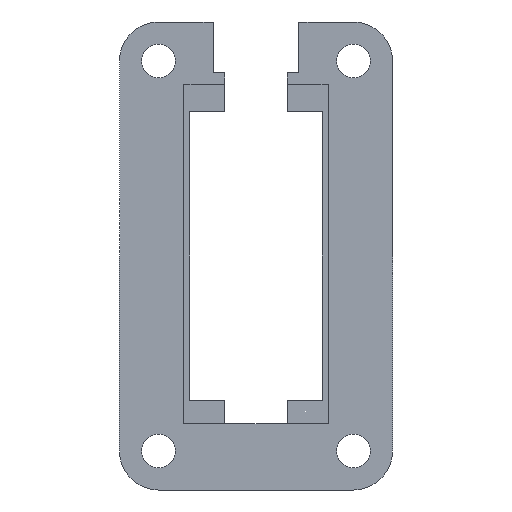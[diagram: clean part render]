
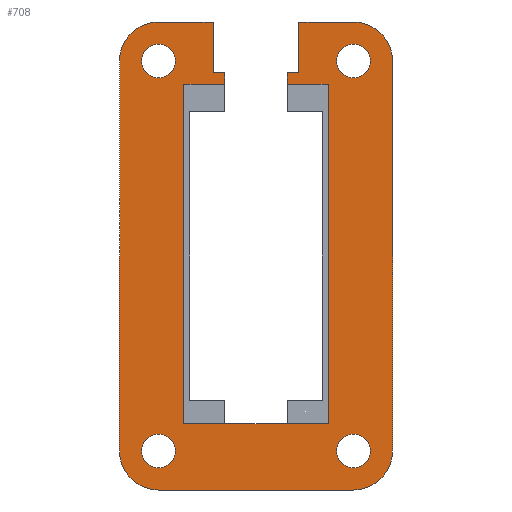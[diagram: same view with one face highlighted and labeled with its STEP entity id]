
A CAD part, front view. The second image highlights one B-rep face of the part: STEP entity #708.
In plain terms, the highlighted planar face has unit normal (0, -1, 0).
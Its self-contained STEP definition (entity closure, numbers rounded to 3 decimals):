
#23=FACE_BOUND('',#91,.T.);
#24=FACE_BOUND('',#92,.T.);
#25=FACE_BOUND('',#93,.T.);
#26=FACE_BOUND('',#94,.T.);
#31=CIRCLE('',#747,5.);
#32=CIRCLE('',#748,5.);
#33=CIRCLE('',#749,5.);
#34=CIRCLE('',#750,5.);
#35=CIRCLE('',#751,2.15);
#36=CIRCLE('',#752,2.15);
#37=CIRCLE('',#753,2.15);
#38=CIRCLE('',#754,2.15);
#54=FACE_OUTER_BOUND('',#90,.T.);
#90=EDGE_LOOP('',(#505,#506,#507,#508,#509,#510,#511,#512,#513,#514,#515,
#516,#517,#518,#519,#520,#521,#522,#523,#524));
#91=EDGE_LOOP('',(#525));
#92=EDGE_LOOP('',(#526));
#93=EDGE_LOOP('',(#527));
#94=EDGE_LOOP('',(#528));
#127=LINE('',#987,#213);
#131=LINE('',#995,#217);
#140=LINE('',#1014,#226);
#144=LINE('',#1022,#230);
#156=LINE('',#1045,#242);
#157=LINE('',#1047,#243);
#158=LINE('',#1049,#244);
#159=LINE('',#1051,#245);
#160=LINE('',#1053,#246);
#161=LINE('',#1057,#247);
#162=LINE('',#1061,#248);
#163=LINE('',#1065,#249);
#164=LINE('',#1069,#250);
#165=LINE('',#1071,#251);
#166=LINE('',#1073,#252);
#167=LINE('',#1074,#253);
#213=VECTOR('',#795,10.);
#217=VECTOR('',#801,10.);
#226=VECTOR('',#814,10.);
#230=VECTOR('',#820,10.);
#242=VECTOR('',#838,10.);
#243=VECTOR('',#839,10.);
#244=VECTOR('',#840,10.);
#245=VECTOR('',#841,10.);
#246=VECTOR('',#842,10.);
#247=VECTOR('',#845,10.);
#248=VECTOR('',#848,10.);
#249=VECTOR('',#851,10.);
#250=VECTOR('',#854,10.);
#251=VECTOR('',#855,10.);
#252=VECTOR('',#856,10.);
#253=VECTOR('',#857,10.);
#299=VERTEX_POINT('',#985);
#300=VERTEX_POINT('',#986);
#303=VERTEX_POINT('',#994);
#310=VERTEX_POINT('',#1012);
#311=VERTEX_POINT('',#1013);
#314=VERTEX_POINT('',#1021);
#323=VERTEX_POINT('',#1046);
#324=VERTEX_POINT('',#1048);
#325=VERTEX_POINT('',#1050);
#326=VERTEX_POINT('',#1052);
#327=VERTEX_POINT('',#1054);
#328=VERTEX_POINT('',#1056);
#329=VERTEX_POINT('',#1058);
#330=VERTEX_POINT('',#1060);
#331=VERTEX_POINT('',#1062);
#332=VERTEX_POINT('',#1064);
#333=VERTEX_POINT('',#1066);
#334=VERTEX_POINT('',#1068);
#335=VERTEX_POINT('',#1070);
#336=VERTEX_POINT('',#1072);
#337=VERTEX_POINT('',#1075);
#338=VERTEX_POINT('',#1077);
#339=VERTEX_POINT('',#1079);
#340=VERTEX_POINT('',#1081);
#367=EDGE_CURVE('',#299,#300,#127,.T.);
#371=EDGE_CURVE('',#303,#299,#131,.T.);
#380=EDGE_CURVE('',#310,#311,#140,.T.);
#384=EDGE_CURVE('',#314,#310,#144,.T.);
#396=EDGE_CURVE('',#300,#314,#156,.T.);
#397=EDGE_CURVE('',#311,#323,#157,.T.);
#398=EDGE_CURVE('',#324,#323,#158,.T.);
#399=EDGE_CURVE('',#325,#324,#159,.T.);
#400=EDGE_CURVE('',#326,#325,#160,.T.);
#401=EDGE_CURVE('',#327,#326,#31,.T.);
#402=EDGE_CURVE('',#328,#327,#161,.T.);
#403=EDGE_CURVE('',#329,#328,#32,.T.);
#404=EDGE_CURVE('',#330,#329,#162,.T.);
#405=EDGE_CURVE('',#331,#330,#33,.T.);
#406=EDGE_CURVE('',#332,#331,#163,.T.);
#407=EDGE_CURVE('',#333,#332,#34,.T.);
#408=EDGE_CURVE('',#334,#333,#164,.T.);
#409=EDGE_CURVE('',#335,#334,#165,.T.);
#410=EDGE_CURVE('',#336,#335,#166,.T.);
#411=EDGE_CURVE('',#336,#303,#167,.T.);
#412=EDGE_CURVE('',#337,#337,#35,.T.);
#413=EDGE_CURVE('',#338,#338,#36,.T.);
#414=EDGE_CURVE('',#339,#339,#37,.T.);
#415=EDGE_CURVE('',#340,#340,#38,.T.);
#505=ORIENTED_EDGE('',*,*,#371,.T.);
#506=ORIENTED_EDGE('',*,*,#367,.T.);
#507=ORIENTED_EDGE('',*,*,#396,.T.);
#508=ORIENTED_EDGE('',*,*,#384,.T.);
#509=ORIENTED_EDGE('',*,*,#380,.T.);
#510=ORIENTED_EDGE('',*,*,#397,.T.);
#511=ORIENTED_EDGE('',*,*,#398,.F.);
#512=ORIENTED_EDGE('',*,*,#399,.F.);
#513=ORIENTED_EDGE('',*,*,#400,.F.);
#514=ORIENTED_EDGE('',*,*,#401,.F.);
#515=ORIENTED_EDGE('',*,*,#402,.F.);
#516=ORIENTED_EDGE('',*,*,#403,.F.);
#517=ORIENTED_EDGE('',*,*,#404,.F.);
#518=ORIENTED_EDGE('',*,*,#405,.F.);
#519=ORIENTED_EDGE('',*,*,#406,.F.);
#520=ORIENTED_EDGE('',*,*,#407,.F.);
#521=ORIENTED_EDGE('',*,*,#408,.F.);
#522=ORIENTED_EDGE('',*,*,#409,.F.);
#523=ORIENTED_EDGE('',*,*,#410,.F.);
#524=ORIENTED_EDGE('',*,*,#411,.T.);
#525=ORIENTED_EDGE('',*,*,#412,.F.);
#526=ORIENTED_EDGE('',*,*,#413,.F.);
#527=ORIENTED_EDGE('',*,*,#414,.F.);
#528=ORIENTED_EDGE('',*,*,#415,.F.);
#680=PLANE('',#746);
#708=ADVANCED_FACE('',(#54,#23,#24,#25,#26),#680,.F.);
#746=AXIS2_PLACEMENT_3D('',#1044,#836,#837);
#747=AXIS2_PLACEMENT_3D('',#1055,#843,#844);
#748=AXIS2_PLACEMENT_3D('',#1059,#846,#847);
#749=AXIS2_PLACEMENT_3D('',#1063,#849,#850);
#750=AXIS2_PLACEMENT_3D('',#1067,#852,#853);
#751=AXIS2_PLACEMENT_3D('',#1076,#858,#859);
#752=AXIS2_PLACEMENT_3D('',#1078,#860,#861);
#753=AXIS2_PLACEMENT_3D('',#1080,#862,#863);
#754=AXIS2_PLACEMENT_3D('',#1082,#864,#865);
#795=DIRECTION('',(0.,0.,-1.));
#801=DIRECTION('',(1.,0.,0.));
#814=DIRECTION('',(1.,0.,0.));
#820=DIRECTION('',(0.,0.,1.));
#836=DIRECTION('center_axis',(0.,1.,0.));
#837=DIRECTION('ref_axis',(1.,0.,0.));
#838=DIRECTION('',(-1.,0.,0.));
#839=DIRECTION('',(0.,0.,1.));
#840=DIRECTION('',(1.,0.,0.));
#841=DIRECTION('',(0.,0.,-1.));
#842=DIRECTION('',(1.,0.,0.));
#843=DIRECTION('center_axis',(0.,1.,0.));
#844=DIRECTION('ref_axis',(-1.,0.,0.));
#845=DIRECTION('',(0.,0.,1.));
#846=DIRECTION('center_axis',(0.,1.,0.));
#847=DIRECTION('ref_axis',(0.,0.,-1.));
#848=DIRECTION('',(-1.,0.,0.));
#849=DIRECTION('center_axis',(0.,1.,0.));
#850=DIRECTION('ref_axis',(1.,0.,0.));
#851=DIRECTION('',(0.,0.,-1.));
#852=DIRECTION('center_axis',(0.,1.,0.));
#853=DIRECTION('ref_axis',(0.,0.,1.));
#854=DIRECTION('',(1.,0.,0.));
#855=DIRECTION('',(0.,0.,1.));
#856=DIRECTION('',(1.,0.,0.));
#857=DIRECTION('',(0.,0.,-1.));
#858=DIRECTION('center_axis',(0.,-1.,0.));
#859=DIRECTION('ref_axis',(1.,0.,0.));
#860=DIRECTION('center_axis',(0.,-1.,0.));
#861=DIRECTION('ref_axis',(1.,0.,0.));
#862=DIRECTION('center_axis',(0.,-1.,0.));
#863=DIRECTION('ref_axis',(1.,0.,0.));
#864=DIRECTION('center_axis',(0.,-1.,0.));
#865=DIRECTION('ref_axis',(1.,0.,0.));
#985=CARTESIAN_POINT('',(26.75,0.,-8.));
#986=CARTESIAN_POINT('',(26.75,0.,-51.5));
#987=CARTESIAN_POINT('',(26.75,0.,-19.));
#994=CARTESIAN_POINT('',(21.5,0.,-8.));
#995=CARTESIAN_POINT('',(19.5,0.,-8.));
#1012=CARTESIAN_POINT('',(8.25,0.,-8.));
#1013=CARTESIAN_POINT('',(13.5,0.,-8.));
#1014=CARTESIAN_POINT('',(12.875,0.,-8.));
#1021=CARTESIAN_POINT('',(8.25,0.,-51.5));
#1022=CARTESIAN_POINT('',(8.25,0.,-40.75));
#1044=CARTESIAN_POINT('Origin',(17.5,0.,-30.));
#1045=CARTESIAN_POINT('',(15.5,0.,-51.5));
#1046=CARTESIAN_POINT('',(13.5,0.,-6.5));
#1047=CARTESIAN_POINT('',(13.5,0.,-11.5));
#1048=CARTESIAN_POINT('',(12.,0.,-6.5));
#1049=CARTESIAN_POINT('',(12.,0.,-6.5));
#1050=CARTESIAN_POINT('',(12.,0.,0.));
#1051=CARTESIAN_POINT('',(12.,0.,0.));
#1052=CARTESIAN_POINT('',(5.,0.,0.));
#1053=CARTESIAN_POINT('',(5.,0.,0.));
#1054=CARTESIAN_POINT('',(0.,0.,-5.));
#1055=CARTESIAN_POINT('Origin',(5.,0.,-5.));
#1056=CARTESIAN_POINT('',(0.,0.,-55.));
#1057=CARTESIAN_POINT('',(0.,0.,-55.));
#1058=CARTESIAN_POINT('',(5.,0.,-60.));
#1059=CARTESIAN_POINT('Origin',(5.,0.,-55.));
#1060=CARTESIAN_POINT('',(30.,0.,-60.));
#1061=CARTESIAN_POINT('',(30.,0.,-60.));
#1062=CARTESIAN_POINT('',(35.,0.,-55.));
#1063=CARTESIAN_POINT('Origin',(30.,0.,-55.));
#1064=CARTESIAN_POINT('',(35.,0.,-5.));
#1065=CARTESIAN_POINT('',(35.,0.,-5.));
#1066=CARTESIAN_POINT('',(30.,0.,0.));
#1067=CARTESIAN_POINT('Origin',(30.,0.,-5.));
#1068=CARTESIAN_POINT('',(23.,0.,0.));
#1069=CARTESIAN_POINT('',(5.,0.,0.));
#1070=CARTESIAN_POINT('',(23.,0.,-6.5));
#1071=CARTESIAN_POINT('',(23.,0.,-6.5));
#1072=CARTESIAN_POINT('',(21.5,0.,-6.5));
#1073=CARTESIAN_POINT('',(12.,0.,-6.5));
#1074=CARTESIAN_POINT('',(21.5,0.,-6.5));
#1075=CARTESIAN_POINT('',(27.85,0.,-55.));
#1076=CARTESIAN_POINT('Origin',(30.,0.,-55.));
#1077=CARTESIAN_POINT('',(2.85,0.,-5.));
#1078=CARTESIAN_POINT('Origin',(5.,0.,-5.));
#1079=CARTESIAN_POINT('',(2.85,0.,-55.));
#1080=CARTESIAN_POINT('Origin',(5.,0.,-55.));
#1081=CARTESIAN_POINT('',(27.85,0.,-5.));
#1082=CARTESIAN_POINT('Origin',(30.,0.,-5.));
